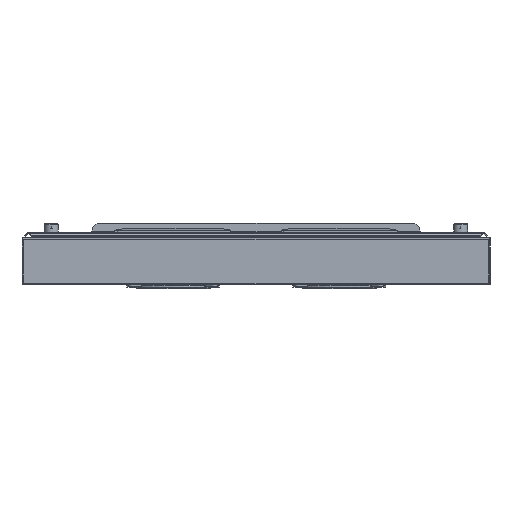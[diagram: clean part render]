
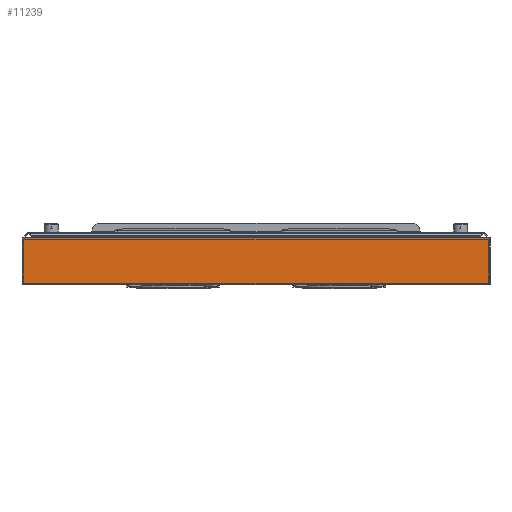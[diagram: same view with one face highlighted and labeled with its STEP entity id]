
A CAD part, front view. The second image highlights one B-rep face of the part: STEP entity #11239.
In plain terms, the highlighted face is planar.
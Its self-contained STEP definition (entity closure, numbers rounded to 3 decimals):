
#853=PLANE('',#12595);
#1442=FACE_OUTER_BOUND('',#2211,.T.);
#2211=EDGE_LOOP('',(#10433,#10434,#10435,#10436));
#3266=LINE('',#19115,#4361);
#3281=LINE('',#19147,#4376);
#3298=LINE('',#19180,#4393);
#3304=LINE('',#19191,#4399);
#4361=VECTOR('',#15655,10.);
#4376=VECTOR('',#15678,10.);
#4393=VECTOR('',#15707,10.);
#4399=VECTOR('',#15717,10.);
#5779=VERTEX_POINT('',#19104);
#5782=VERTEX_POINT('',#19112);
#5792=VERTEX_POINT('',#19136);
#5795=VERTEX_POINT('',#19144);
#7323=EDGE_CURVE('',#5779,#5782,#3266,.T.);
#7338=EDGE_CURVE('',#5792,#5795,#3281,.T.);
#7355=EDGE_CURVE('',#5795,#5779,#3298,.T.);
#7361=EDGE_CURVE('',#5782,#5792,#3304,.T.);
#10433=ORIENTED_EDGE('',*,*,#7361,.T.);
#10434=ORIENTED_EDGE('',*,*,#7338,.T.);
#10435=ORIENTED_EDGE('',*,*,#7355,.T.);
#10436=ORIENTED_EDGE('',*,*,#7323,.T.);
#11239=ADVANCED_FACE('',(#1442),#853,.T.);
#12595=AXIS2_PLACEMENT_3D('',#19190,#15715,#15716);
#15655=DIRECTION('',(-1.,0.,0.));
#15678=DIRECTION('',(1.,0.,0.));
#15707=DIRECTION('',(0.,0.,-1.));
#15715=DIRECTION('center_axis',(0.,1.,0.));
#15716=DIRECTION('ref_axis',(0.,0.,1.));
#15717=DIRECTION('',(0.,0.,1.));
#19104=CARTESIAN_POINT('',(299.5,2.,-30.));
#19112=CARTESIAN_POINT('',(-299.5,2.,-30.));
#19115=CARTESIAN_POINT('',(74.875,2.,-30.));
#19136=CARTESIAN_POINT('',(-299.5,2.,30.));
#19144=CARTESIAN_POINT('',(299.5,2.,30.));
#19147=CARTESIAN_POINT('',(74.875,2.,30.));
#19180=CARTESIAN_POINT('',(299.5,2.,-30.));
#19190=CARTESIAN_POINT('Origin',(149.75,2.,0.));
#19191=CARTESIAN_POINT('',(-299.5,2.,30.));
